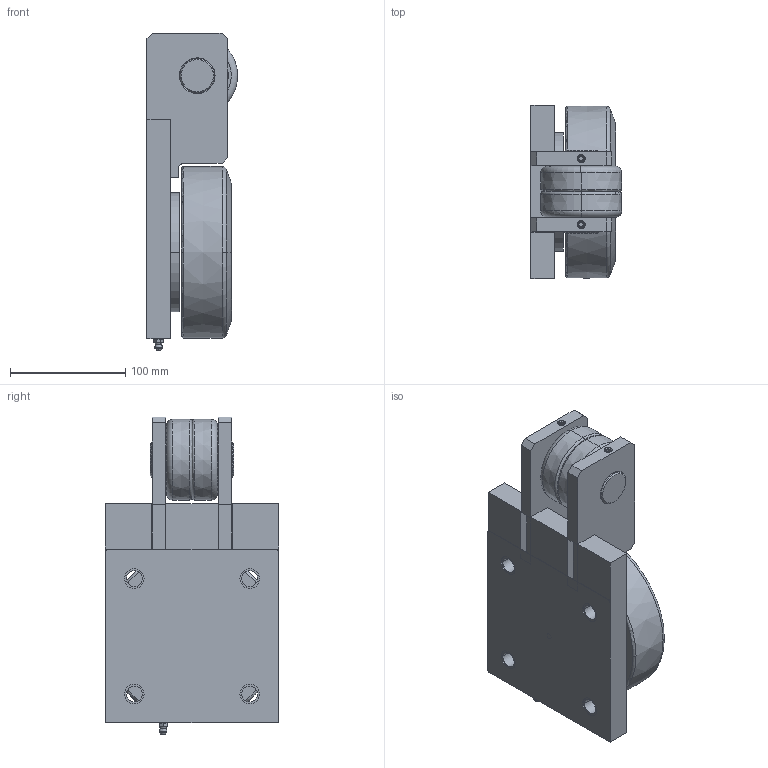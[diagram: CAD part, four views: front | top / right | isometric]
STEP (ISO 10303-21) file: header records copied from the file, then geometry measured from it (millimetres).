
FILE_DESCRIPTION(('STEP AP214'),'1');
FILE_NAME('3_063.stp','2021-05-27T03:01:24',('TraceParts'),('TraceParts S.A.'),'Spatial InterOp 3D',' ',' ');
FILE_SCHEMA(('AUTOMOTIVE_DESIGN { 1 0 10303 214 1 1 1 1 }'));
Length unit declared in the file: millimetre
Products named in the file (1): 3_063_1
Bounding box: 79 x 150 x 275.5 mm (x, y, z)
Volume: 1702982.2 mm3; surface area: 191093.4 mm2
Topology: 2 solids, 2 shells, 233 faces, 580 edges, 381 vertices
Faces by surface type: plane 104, cone 58, cylinder 49, torus 14, bspline 6, sphere 2
Entity records: 10489 total; most frequent: CARTESIAN_POINT 2014, DIRECTION 1205, ORIENTED_EDGE 1152, EDGE_CURVE 576, PRESENTATION_STYLE_ASSIGNMENT 468, COLOUR_RGB 468, AXIS2_PLACEMENT_3D 456, VERTEX_POINT 381
